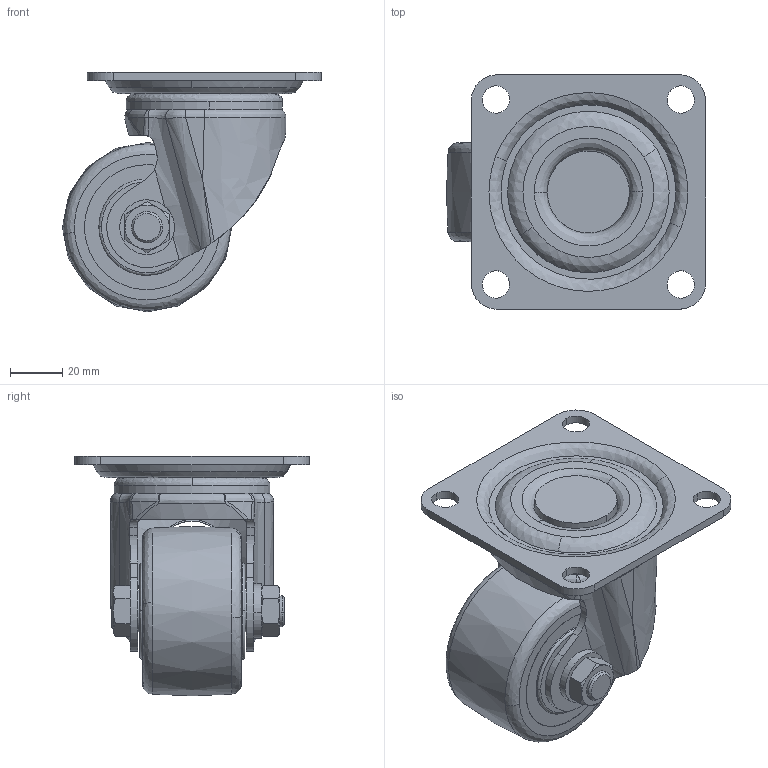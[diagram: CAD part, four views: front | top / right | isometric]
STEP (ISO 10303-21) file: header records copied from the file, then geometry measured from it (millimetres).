
FILE_DESCRIPTION((''),'2;1');
FILE_NAME('','2009-03-19T14:08:29',(''),(''),'','CADfix','');
FILE_SCHEMA(('AUTOMOTIVE_DESIGN { 1 0 10303 214 1 1 1 1 }'));
Length unit declared in the file: millimetre
Bounding box: 99.5 x 90 x 92 mm (x, y, z)
Volume: 225826.4 mm3; surface area: 61731.7 mm2
Topology: 5 solids, 5 shells, 254 faces, 735 edges, 505 vertices
Faces by surface type: bspline 254
Entity records: 12858 total; most frequent: CARTESIAN_POINT 8853, ORIENTED_EDGE 1454, EDGE_CURVE 727, VERTEX_POINT 502, EDGE_LOOP 285, FACE_OUTER_BOUND 251, ADVANCED_FACE 251, B_SPLINE_CURVE_WITH_KNOTS 172
